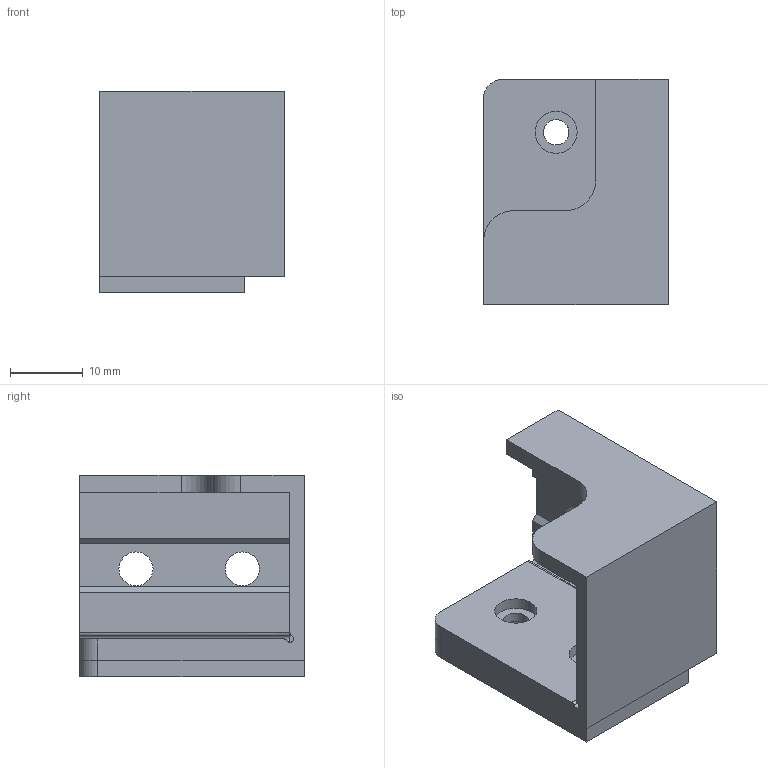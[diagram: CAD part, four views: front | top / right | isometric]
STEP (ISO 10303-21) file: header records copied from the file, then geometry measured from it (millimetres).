
FILE_DESCRIPTION(/* description */ ('','CAx-IF Rec.Pracs.---Representation and Presentation of Product Manufacturing Information (PMI)---4.0---2014-10-13'),/* implementation_level */ '2;1');
FILE_NAME(/* name */ 'SexBolt 2020 Top Mount.step',/* time_stamp */ '2024-12-15T16:33:06-07:00',/* author */ (''),/* organization */ (''),/* preprocessor_version */ 'ST-DEVELOPER v20',/* originating_system */ 'Autodesk Translation Framework v13.20.0.188',/* authorisation */ '');
FILE_SCHEMA (('AP242_MANAGED_MODEL_BASED_3D_ENGINEERING_MIM_LF { 1 0 10303 442 1 1 4 }'));
Length unit declared in the file: millimetre
Products named in the file (1): V2_SexBolt_Z_Endstop
Bounding box: 25.47 x 31 x 27.83 mm (x, y, z)
Volume: 8431.8 mm3; surface area: 6738 mm2
Topology: 2 solids, 2 shells, 48 faces, 121 edges, 78 vertices
Faces by surface type: plane 28, cylinder 15, bspline 4, sphere 1
Full cylindrical faces by diameter (mm): 3.5 x4, 4.7 x2, 5.8 x2
Entity records: 1561 total; most frequent: CARTESIAN_POINT 353, ORIENTED_EDGE 240, DIRECTION 237, EDGE_CURVE 120, AXIS2_PLACEMENT_3D 80, VERTEX_POINT 78, LINE 77, VECTOR 77
